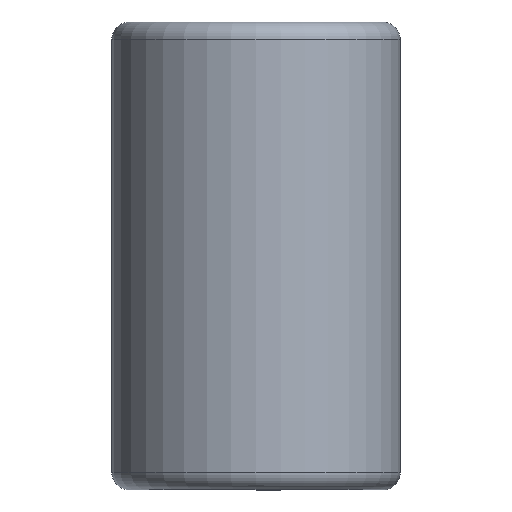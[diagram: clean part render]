
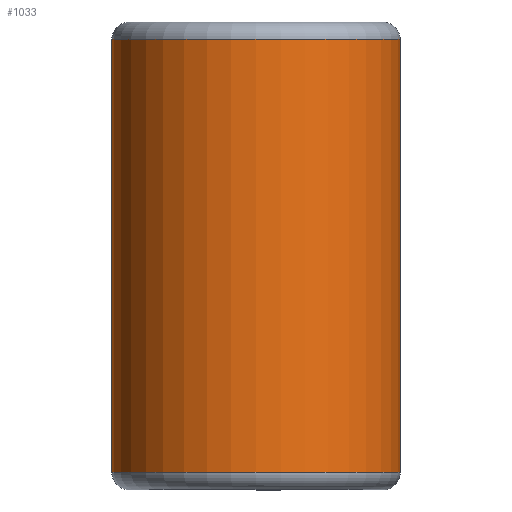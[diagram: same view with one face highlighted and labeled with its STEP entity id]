
A CAD part, top view. The second image highlights one B-rep face of the part: STEP entity #1033.
In plain terms, the highlighted cylindrical face has radius 6.363 mm (diameter 12.725 mm), a partial arc.
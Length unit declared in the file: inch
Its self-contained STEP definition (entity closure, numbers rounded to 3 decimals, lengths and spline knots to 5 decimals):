
#219 = VECTOR ( 'NONE', #548, 39.37008 ) ;
#256 = DIRECTION ( 'NONE',  ( 0., 0., -1. ) ) ;
#280 = CARTESIAN_POINT ( 'NONE',  ( 0., 0.37625, -0.2505 ) ) ;
#312 = EDGE_LOOP ( 'NONE', ( #609, #1822, #1462, #1489 ) ) ;
#391 = CARTESIAN_POINT ( 'NONE',  ( 0., -0.37625, 0. ) ) ;
#448 = CARTESIAN_POINT ( 'NONE',  ( 0., -0.37625, -0.2505 ) ) ;
#548 = DIRECTION ( 'NONE',  ( 0., 1., 0. ) ) ;
#566 = VERTEX_POINT ( 'NONE', #448 ) ;
#571 = DIRECTION ( 'NONE',  ( 0., 0., -1. ) ) ;
#585 = LINE ( 'NONE', #1731, #1374 ) ;
#591 = AXIS2_PLACEMENT_3D ( 'NONE', #391, #1654, #571 ) ;
#609 = ORIENTED_EDGE ( 'NONE', *, *, #684, .T. ) ;
#612 = CARTESIAN_POINT ( 'NONE',  ( 0.2505, 0.37625, 0. ) ) ;
#684 = EDGE_CURVE ( 'NONE', #1116, #1918, #585, .T. ) ;
#888 = FACE_OUTER_BOUND ( 'NONE', #312, .T. ) ;
#901 = DIRECTION ( 'NONE',  ( 0., -1., 0. ) ) ;
#1022 = DIRECTION ( 'NONE',  ( 0., 1., 0. ) ) ;
#1033 = ADVANCED_FACE ( 'NONE', ( #888 ), #2064, .T. ) ;
#1073 = VERTEX_POINT ( 'NONE', #280 ) ;
#1116 = VERTEX_POINT ( 'NONE', #2139 ) ;
#1346 = CARTESIAN_POINT ( 'NONE',  ( 0., 0.375, 0. ) ) ;
#1368 = EDGE_CURVE ( 'NONE', #566, #1073, #2100, .T. ) ;
#1374 = VECTOR ( 'NONE', #1022, 39.37008 ) ;
#1462 = ORIENTED_EDGE ( 'NONE', *, *, #1368, .F. ) ;
#1466 = EDGE_CURVE ( 'NONE', #1116, #566, #2282, .T. ) ;
#1489 = ORIENTED_EDGE ( 'NONE', *, *, #1466, .F. ) ;
#1654 = DIRECTION ( 'NONE',  ( 0., -1., 0. ) ) ;
#1657 = EDGE_CURVE ( 'NONE', #1918, #1073, #2091, .T. ) ;
#1731 = CARTESIAN_POINT ( 'NONE',  ( 0.2505, 0.37625, 0. ) ) ;
#1744 = AXIS2_PLACEMENT_3D ( 'NONE', #1995, #901, #2166 ) ;
#1774 = AXIS2_PLACEMENT_3D ( 'NONE', #1346, #2236, #256 ) ;
#1815 = CARTESIAN_POINT ( 'NONE',  ( 0., 0.37625, -0.2505 ) ) ;
#1822 = ORIENTED_EDGE ( 'NONE', *, *, #1657, .T. ) ;
#1918 = VERTEX_POINT ( 'NONE', #612 ) ;
#1995 = CARTESIAN_POINT ( 'NONE',  ( 0., 0.37625, 0. ) ) ;
#2064 = CYLINDRICAL_SURFACE ( 'NONE', #1774, 0.2505 ) ;
#2091 = CIRCLE ( 'NONE', #1744, 0.2505 ) ;
#2100 = LINE ( 'NONE', #1815, #219 ) ;
#2139 = CARTESIAN_POINT ( 'NONE',  ( 0.2505, -0.37625, 0. ) ) ;
#2166 = DIRECTION ( 'NONE',  ( 0., 0., -1. ) ) ;
#2236 = DIRECTION ( 'NONE',  ( 0., -1., 0. ) ) ;
#2282 = CIRCLE ( 'NONE', #591, 0.2505 ) ;
